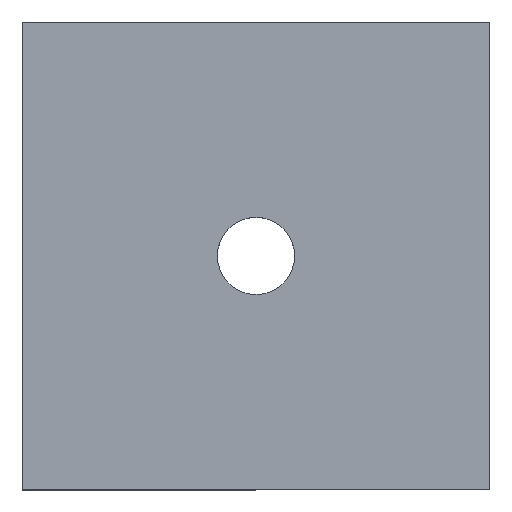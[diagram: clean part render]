
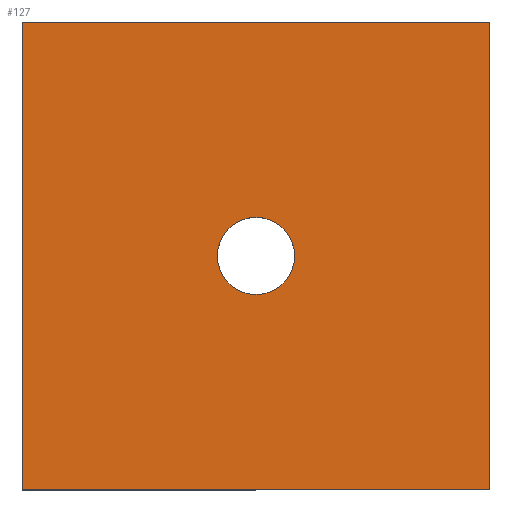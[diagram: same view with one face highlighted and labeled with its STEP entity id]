
A CAD part, top view. The second image highlights one B-rep face of the part: STEP entity #127.
In plain terms, the highlighted planar face has unit normal (0, 0, 1).
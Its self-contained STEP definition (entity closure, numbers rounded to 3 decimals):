
#13 = VERTEX_POINT ( 'NONE', #194 ) ;
#17 = VERTEX_POINT ( 'NONE', #276 ) ;
#19 = CARTESIAN_POINT ( 'NONE',  ( 8.35, 10., 4. ) ) ;
#40 = EDGE_CURVE ( 'NONE', #17, #166, #260, .T. ) ;
#42 = CIRCLE ( 'NONE', #217, 1.65 ) ;
#43 = EDGE_CURVE ( 'NONE', #93, #222, #135, .T. ) ;
#44 = ORIENTED_EDGE ( 'NONE', *, *, #78, .T. ) ;
#50 = LINE ( 'NONE', #294, #101 ) ;
#58 = AXIS2_PLACEMENT_3D ( 'NONE', #257, #77, #89 ) ;
#65 = FACE_OUTER_BOUND ( 'NONE', #243, .T. ) ;
#66 = ORIENTED_EDGE ( 'NONE', *, *, #40, .T. ) ;
#67 = DIRECTION ( 'NONE',  ( 0., 0., 1. ) ) ;
#77 = DIRECTION ( 'NONE',  ( 0., 0., -1. ) ) ;
#78 = EDGE_CURVE ( 'NONE', #118, #13, #296, .T. ) ;
#80 = CARTESIAN_POINT ( 'NONE',  ( 10., 10., 4. ) ) ;
#82 = PLANE ( 'NONE',  #58 ) ;
#84 = CARTESIAN_POINT ( 'NONE',  ( 0., 20., 4. ) ) ;
#89 = DIRECTION ( 'NONE',  ( -1., 0., 0. ) ) ;
#93 = VERTEX_POINT ( 'NONE', #19 ) ;
#94 = DIRECTION ( 'NONE',  ( -1., 0., 0. ) ) ;
#101 = VECTOR ( 'NONE', #223, 1000. ) ;
#110 = VECTOR ( 'NONE', #181, 1000. ) ;
#111 = VECTOR ( 'NONE', #204, 1000. ) ;
#118 = VERTEX_POINT ( 'NONE', #215 ) ;
#122 = VECTOR ( 'NONE', #94, 1000. ) ;
#127 = ADVANCED_FACE ( 'NONE', ( #240, #65 ), #82, .F. ) ;
#129 = ORIENTED_EDGE ( 'NONE', *, *, #43, .F. ) ;
#135 = CIRCLE ( 'NONE', #199, 1.65 ) ;
#141 = DIRECTION ( 'NONE',  ( 1., 0., 0. ) ) ;
#146 = EDGE_LOOP ( 'NONE', ( #258, #129 ) ) ;
#151 = ORIENTED_EDGE ( 'NONE', *, *, #196, .T. ) ;
#154 = CARTESIAN_POINT ( 'NONE',  ( 20., 0., 4. ) ) ;
#163 = CARTESIAN_POINT ( 'NONE',  ( 11.65, 10., 4. ) ) ;
#164 = CARTESIAN_POINT ( 'NONE',  ( 10., 10., 4. ) ) ;
#166 = VERTEX_POINT ( 'NONE', #84 ) ;
#181 = DIRECTION ( 'NONE',  ( 1., 0., 0. ) ) ;
#194 = CARTESIAN_POINT ( 'NONE',  ( 20., 0., 4. ) ) ;
#195 = ORIENTED_EDGE ( 'NONE', *, *, #219, .T. ) ;
#196 = EDGE_CURVE ( 'NONE', #13, #17, #297, .T. ) ;
#199 = AXIS2_PLACEMENT_3D ( 'NONE', #80, #225, #245 ) ;
#204 = DIRECTION ( 'NONE',  ( 0., 1., 0. ) ) ;
#205 = CARTESIAN_POINT ( 'NONE',  ( 0., 20., 4. ) ) ;
#215 = CARTESIAN_POINT ( 'NONE',  ( 0., 0., 4. ) ) ;
#217 = AXIS2_PLACEMENT_3D ( 'NONE', #164, #67, #141 ) ;
#218 = CARTESIAN_POINT ( 'NONE',  ( 0., 0., 4. ) ) ;
#219 = EDGE_CURVE ( 'NONE', #166, #118, #50, .T. ) ;
#222 = VERTEX_POINT ( 'NONE', #163 ) ;
#223 = DIRECTION ( 'NONE',  ( 0., -1., 0. ) ) ;
#225 = DIRECTION ( 'NONE',  ( 0., 0., 1. ) ) ;
#240 = FACE_BOUND ( 'NONE', #146, .T. ) ;
#243 = EDGE_LOOP ( 'NONE', ( #195, #44, #151, #66 ) ) ;
#245 = DIRECTION ( 'NONE',  ( 1., 0., 0. ) ) ;
#257 = CARTESIAN_POINT ( 'NONE',  ( 0., 20., 4. ) ) ;
#258 = ORIENTED_EDGE ( 'NONE', *, *, #266, .F. ) ;
#260 = LINE ( 'NONE', #205, #122 ) ;
#266 = EDGE_CURVE ( 'NONE', #222, #93, #42, .T. ) ;
#276 = CARTESIAN_POINT ( 'NONE',  ( 20., 20., 4. ) ) ;
#294 = CARTESIAN_POINT ( 'NONE',  ( 0., 0., 4. ) ) ;
#296 = LINE ( 'NONE', #218, #110 ) ;
#297 = LINE ( 'NONE', #154, #111 ) ;
